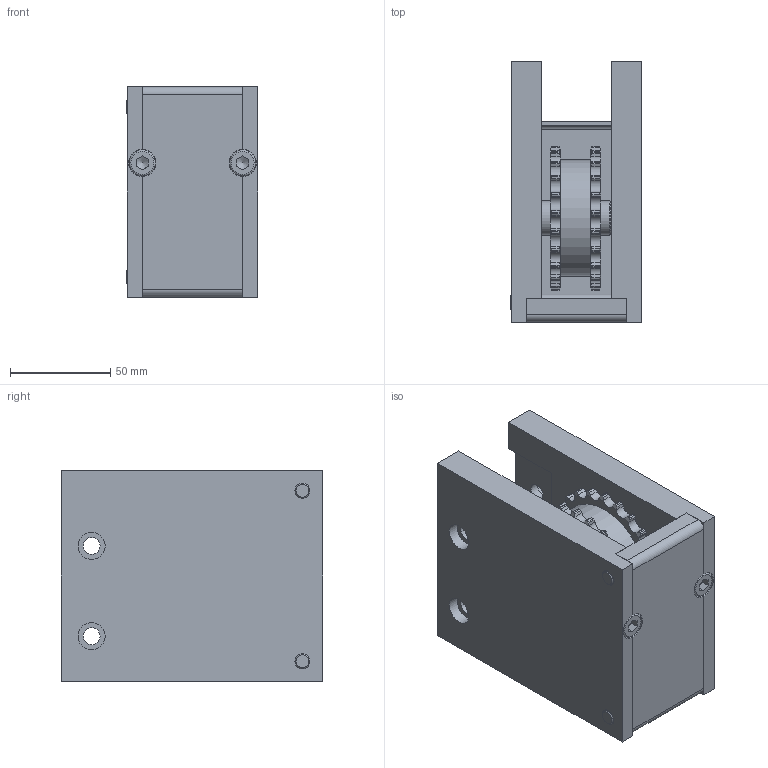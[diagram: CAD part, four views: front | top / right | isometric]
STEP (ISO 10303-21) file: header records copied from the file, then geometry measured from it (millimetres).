
FILE_DESCRIPTION(/* description */ (''),/* implementation_level */ '2;1');
FILE_NAME(/* name */ '939910.stp',/* time_stamp */ '2014-03-18T12:13:49+01:00',/* author */ ('VeronikaF'),/* organization */ (''),/* preprocessor_version */ 'ST-DEVELOPER v15.2',/* originating_system */ 'Autodesk Inventor 2014',/* authorisation */ '');
FILE_SCHEMA (('AUTOMOTIVE_DESIGN { 1 0 10303 214 3 1 1 }'));
Length unit declared in the file: millimetre
Products named in the file (10): 939910-BL; 939910-BP; 939910-PL; 200860; 939910-ŘK; 939910-H; DIN 625 SKF - SKF 6003-2Z; 200850-1; 939910
Bounding box: 65.5 x 130 x 105 mm (x, y, z)
Volume: 460741.6 mm3; surface area: 134826.6 mm2
Topology: 11 solids, 11 shells, 639 faces, 1848 edges, 1221 vertices
Faces by surface type: plane 302, cylinder 157, cone 112, torus 48, sphere 16, bspline 4
Full cylindrical faces by diameter (mm): 6.8 x2, 7.5 x2, 8 x4, 8.4 x8, 13 x4, 13.5 x8, 17 x4, 22.76 x4, 26 x1, 29.24 x4, 35 x3, 58 x1
Entity records: 19824 total; most frequent: CARTESIAN_POINT 6269, ORIENTED_EDGE 3104, DIRECTION 2506, EDGE_CURVE 1552, VERTEX_POINT 1058, AXIS2_PLACEMENT_3D 1021, EDGE_LOOP 676, ADVANCED_FACE 571
